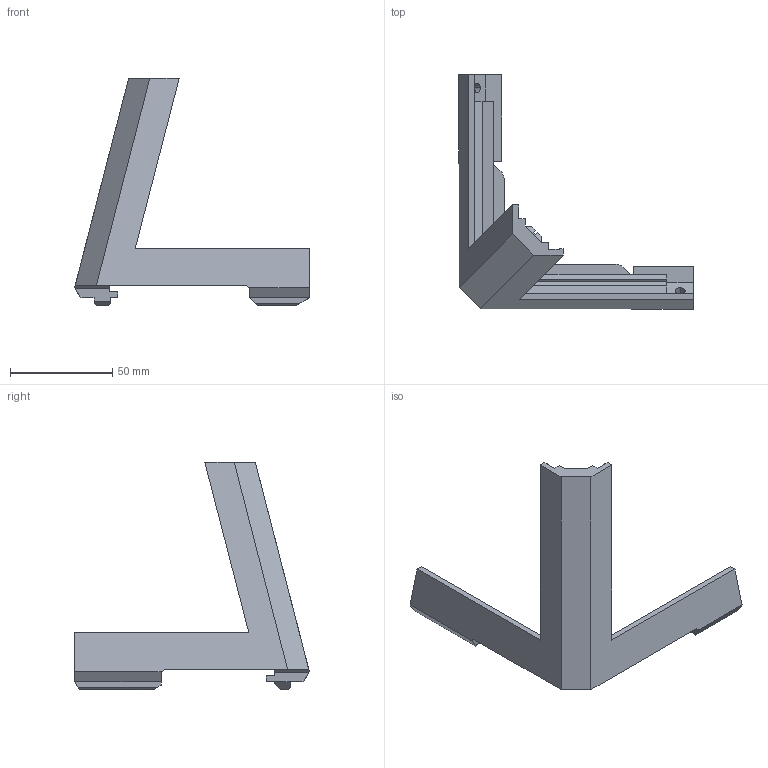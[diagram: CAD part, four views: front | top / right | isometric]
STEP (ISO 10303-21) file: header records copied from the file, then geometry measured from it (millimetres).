
FILE_DESCRIPTION (( 'STEP AP203' ), '1' );
FILE_NAME ('Btm-Back-RIGHT-Corner.V6.20mm.STEP', '2021-07-08T14:23:16', ( '' ), ( '' ), 'SwSTEP 2.0', 'SolidWorks 2019', '' );
FILE_SCHEMA (( 'CONFIG_CONTROL_DESIGN' ));
Length unit declared in the file: millimetre
Products named in the file (1): Btm-Back-RIGHT-Corner.V6.20mm
Bounding box: 114.56 x 114.56 x 111.15 mm (x, y, z)
Volume: 64623.1 mm3; surface area: 25554.7 mm2
Topology: 1 solids, 1 shells, 111 faces, 306 edges, 200 vertices
Faces by surface type: plane 102, cylinder 9
Entity records: 3539 total; most frequent: CARTESIAN_POINT 618, ORIENTED_EDGE 612, DIRECTION 548, EDGE_CURVE 306, LINE 288, VECTOR 288, VERTEX_POINT 200, AXIS2_PLACEMENT_3D 130
